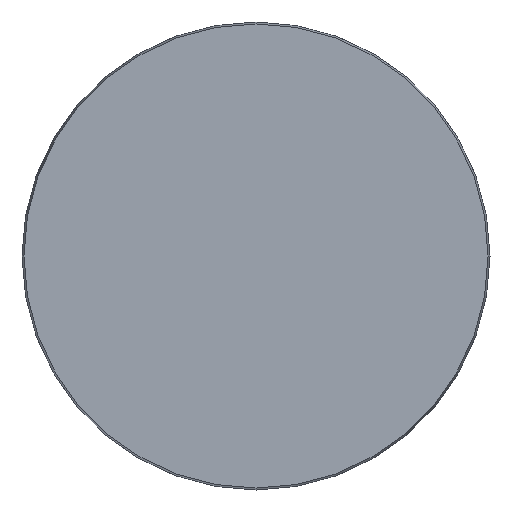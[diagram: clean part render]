
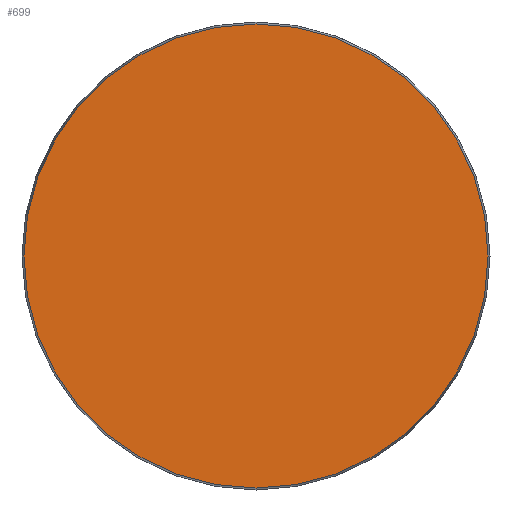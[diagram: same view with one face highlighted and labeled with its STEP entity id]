
A CAD part, front view. The second image highlights one B-rep face of the part: STEP entity #699.
In plain terms, the highlighted planar face has unit normal (0, -1, 0).
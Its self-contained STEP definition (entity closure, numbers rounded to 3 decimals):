
#66 = DIRECTION ( 'NONE',  ( 0., 1., 0. ) ) ;
#70 = PLANE ( 'NONE',  #188 ) ;
#103 = CARTESIAN_POINT ( 'NONE',  ( 0., 0., -68.425 ) ) ;
#122 = EDGE_CURVE ( 'NONE', #495, #495, #181, .T. ) ;
#125 = DIRECTION ( 'NONE',  ( 0., 0., 1. ) ) ;
#181 = CIRCLE ( 'NONE', #672, 68.425 ) ;
#188 = AXIS2_PLACEMENT_3D ( 'NONE', #427, #66, #125 ) ;
#195 = DIRECTION ( 'NONE',  ( 0., -1., 0. ) ) ;
#199 = DIRECTION ( 'NONE',  ( 0., 0., -1. ) ) ;
#200 = FACE_OUTER_BOUND ( 'NONE', #677, .T. ) ;
#305 = CARTESIAN_POINT ( 'NONE',  ( 0., 0., 0. ) ) ;
#326 = ORIENTED_EDGE ( 'NONE', *, *, #122, .T. ) ;
#427 = CARTESIAN_POINT ( 'NONE',  ( -68.425, 0., 0. ) ) ;
#495 = VERTEX_POINT ( 'NONE', #103 ) ;
#672 = AXIS2_PLACEMENT_3D ( 'NONE', #305, #195, #199 ) ;
#677 = EDGE_LOOP ( 'NONE', ( #326 ) ) ;
#699 = ADVANCED_FACE ( 'NONE', ( #200 ), #70, .F. ) ;
